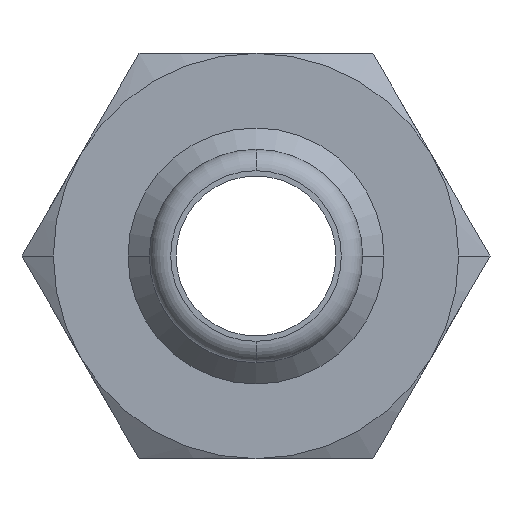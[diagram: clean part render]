
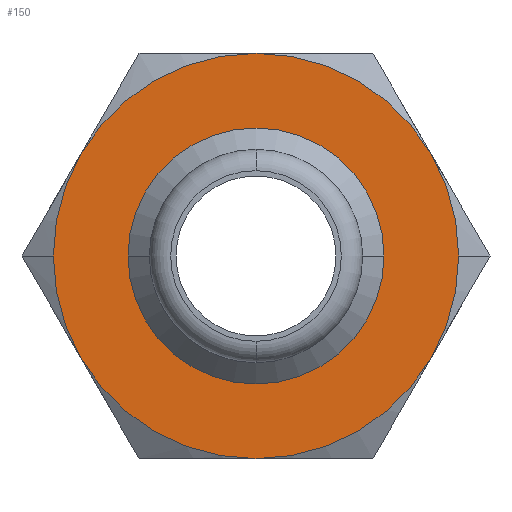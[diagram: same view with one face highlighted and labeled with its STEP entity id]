
A CAD part, front view. The second image highlights one B-rep face of the part: STEP entity #150.
In plain terms, the highlighted planar face has unit normal (0, -1, 0).
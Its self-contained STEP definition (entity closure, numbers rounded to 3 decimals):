
#150=ADVANCED_FACE('',(#350,#351),#352,.T.);
#350=FACE_OUTER_BOUND('',#605,.T.);
#351=FACE_BOUND('',#606,.T.);
#352=PLANE('',#607);
#605=EDGE_LOOP('',(#964,#965,#966,#967,#968,#969,#970,#971));
#606=EDGE_LOOP('',(#972,#973));
#607=AXIS2_PLACEMENT_3D('',#974,#975,#976);
#964=ORIENTED_EDGE('',*,*,#1559,.F.);
#965=ORIENTED_EDGE('',*,*,#1560,.F.);
#966=ORIENTED_EDGE('',*,*,#1561,.F.);
#967=ORIENTED_EDGE('',*,*,#1562,.F.);
#968=ORIENTED_EDGE('',*,*,#1519,.F.);
#969=ORIENTED_EDGE('',*,*,#1563,.F.);
#970=ORIENTED_EDGE('',*,*,#1564,.F.);
#971=ORIENTED_EDGE('',*,*,#1514,.F.);
#972=ORIENTED_EDGE('',*,*,#1462,.F.);
#973=ORIENTED_EDGE('',*,*,#1565,.F.);
#974=CARTESIAN_POINT('',(4.75,20.0,0.0));
#975=DIRECTION('',(-0.0,-1.0,-0.0));
#976=DIRECTION('',(-1.0,0.0,0.0));
#1462=EDGE_CURVE('',#1721,#1717,#1723,.T.);
#1514=EDGE_CURVE('',#1805,#1808,#1809,.T.);
#1519=EDGE_CURVE('',#1815,#1813,#1817,.T.);
#1559=EDGE_CURVE('',#1883,#1805,#1884,.T.);
#1560=EDGE_CURVE('',#1885,#1883,#1886,.T.);
#1561=EDGE_CURVE('',#1887,#1885,#1888,.T.);
#1562=EDGE_CURVE('',#1813,#1887,#1889,.T.);
#1563=EDGE_CURVE('',#1890,#1815,#1891,.T.);
#1564=EDGE_CURVE('',#1808,#1890,#1892,.T.);
#1565=EDGE_CURVE('',#1717,#1721,#1893,.T.);
#1717=VERTEX_POINT('',#2079);
#1721=VERTEX_POINT('',#2084);
#1723=CIRCLE('',#2087,6.0);
#1805=VERTEX_POINT('',#2209);
#1808=VERTEX_POINT('',#2213);
#1809=CIRCLE('',#2214,9.5);
#1813=VERTEX_POINT('',#2229);
#1815=VERTEX_POINT('',#2232);
#1817=CIRCLE('',#2245,9.5);
#1883=VERTEX_POINT('',#2367);
#1884=CIRCLE('',#2368,9.5);
#1885=VERTEX_POINT('',#2369);
#1886=CIRCLE('',#2370,9.5);
#1887=VERTEX_POINT('',#2371);
#1888=CIRCLE('',#2372,9.5);
#1889=CIRCLE('',#2373,9.5);
#1890=VERTEX_POINT('',#2374);
#1891=CIRCLE('',#2375,9.5);
#1892=CIRCLE('',#2376,9.5);
#1893=CIRCLE('',#2377,6.0);
#2079=CARTESIAN_POINT('',(6.0,20.0,0.));
#2084=CARTESIAN_POINT('',(-6.0,20.0,0.));
#2087=AXIS2_PLACEMENT_3D('',#3024,#3025,#3026);
#2209=CARTESIAN_POINT('',(9.5,20.0,0.));
#2213=CARTESIAN_POINT('',(8.227,20.0,-4.75));
#2214=AXIS2_PLACEMENT_3D('',#3100,#3101,#3102);
#2229=CARTESIAN_POINT('',(-9.5,20.0,0.));
#2232=CARTESIAN_POINT('',(-8.227,20.0,-4.75));
#2245=AXIS2_PLACEMENT_3D('',#3104,#3105,#3106);
#2367=CARTESIAN_POINT('',(8.227,20.0,4.75));
#2368=AXIS2_PLACEMENT_3D('',#3158,#3159,#3160);
#2369=CARTESIAN_POINT('',(0.,20.0,9.5));
#2370=AXIS2_PLACEMENT_3D('',#3161,#3162,#3163);
#2371=CARTESIAN_POINT('',(-8.227,20.0,4.75));
#2372=AXIS2_PLACEMENT_3D('',#3164,#3165,#3166);
#2373=AXIS2_PLACEMENT_3D('',#3167,#3168,#3169);
#2374=CARTESIAN_POINT('',(0.0,20.0,-9.5));
#2375=AXIS2_PLACEMENT_3D('',#3170,#3171,#3172);
#2376=AXIS2_PLACEMENT_3D('',#3173,#3174,#3175);
#2377=AXIS2_PLACEMENT_3D('',#3176,#3177,#3178);
#3024=CARTESIAN_POINT('',(0.0,20.0,0.0));
#3025=DIRECTION('',(0.0,-1.0,0.0));
#3026=DIRECTION('',(1.0,0.0,0.0));
#3100=CARTESIAN_POINT('',(0.0,20.0,0.0));
#3101=DIRECTION('',(-0.0,1.0,0.0));
#3102=DIRECTION('',(1.0,0.0,0.0));
#3104=CARTESIAN_POINT('',(0.0,20.0,0.0));
#3105=DIRECTION('',(-0.0,1.0,0.0));
#3106=DIRECTION('',(1.0,0.0,0.0));
#3158=CARTESIAN_POINT('',(0.0,20.0,0.0));
#3159=DIRECTION('',(-0.0,1.0,0.0));
#3160=DIRECTION('',(1.0,0.0,0.0));
#3161=CARTESIAN_POINT('',(0.0,20.0,0.0));
#3162=DIRECTION('',(-0.0,1.0,0.0));
#3163=DIRECTION('',(1.0,0.0,0.0));
#3164=CARTESIAN_POINT('',(0.0,20.0,0.0));
#3165=DIRECTION('',(-0.0,1.0,0.0));
#3166=DIRECTION('',(1.0,0.0,0.0));
#3167=CARTESIAN_POINT('',(0.0,20.0,0.0));
#3168=DIRECTION('',(-0.0,1.0,0.0));
#3169=DIRECTION('',(1.0,0.0,0.0));
#3170=CARTESIAN_POINT('',(0.0,20.0,0.0));
#3171=DIRECTION('',(-0.0,1.0,0.0));
#3172=DIRECTION('',(1.0,0.0,0.0));
#3173=CARTESIAN_POINT('',(0.0,20.0,0.0));
#3174=DIRECTION('',(-0.0,1.0,0.0));
#3175=DIRECTION('',(1.0,0.0,0.0));
#3176=CARTESIAN_POINT('',(0.0,20.0,0.0));
#3177=DIRECTION('',(0.0,-1.0,0.0));
#3178=DIRECTION('',(1.0,0.0,0.0));
